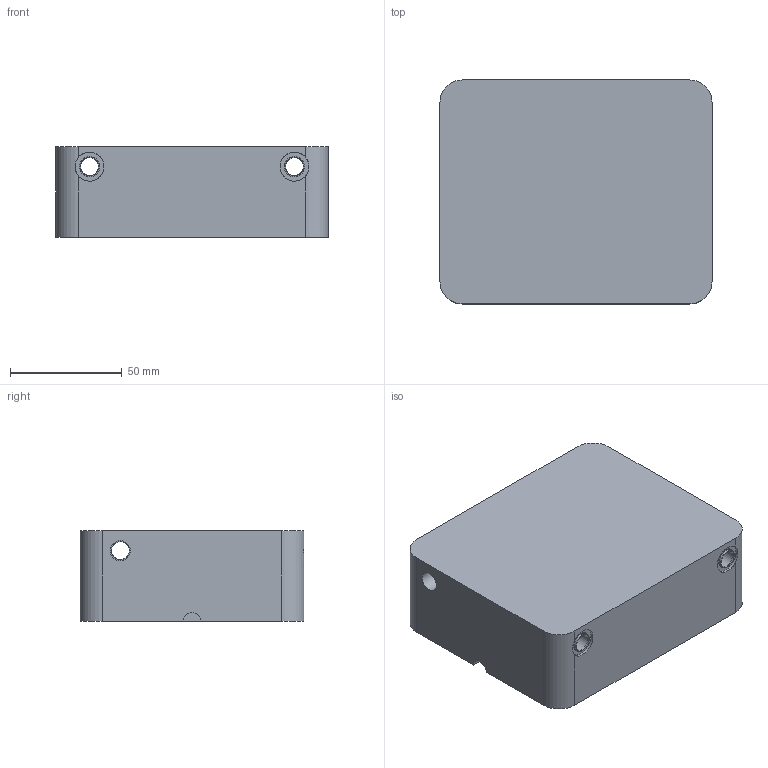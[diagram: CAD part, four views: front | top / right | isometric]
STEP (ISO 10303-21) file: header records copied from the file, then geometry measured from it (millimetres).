
FILE_DESCRIPTION(/* description */ (''),/* implementation_level */ '2;1');
FILE_NAME(/* name */ 'Spritzgusswerkzeug_teil_007_1_CV_1.stp',/* time_stamp */ '2017-07-08T09:44:10+02:00',/* author */ ('David'),/* organization */ (''),/* preprocessor_version */ 'ST-DEVELOPER v16.5',/* originating_system */ 'Autodesk Inventor 2017',/* authorisation */ '');
FILE_SCHEMA (('AUTOMOTIVE_DESIGN { 1 0 10303 214 3 1 1 }'));
Length unit declared in the file: millimetre
Products named in the file (1): Spritzgusswerkzeug_teil_007_1_CV_1
Bounding box: 121.46 x 99.98 x 40.6 mm (x, y, z)
Volume: 355726 mm3; surface area: 56020.1 mm2
Topology: 1 solids, 1 shells, 168 faces, 428 edges, 267 vertices
Faces by surface type: plane 72, cylinder 66, bspline 16, cone 10, torus 4
Full cylindrical faces by diameter (mm): 8 x7, 8.917 x4, 9 x2, 12.9 x2
Entity records: 5335 total; most frequent: CARTESIAN_POINT 1135, DIRECTION 874, ORIENTED_EDGE 810, EDGE_CURVE 405, AXIS2_PLACEMENT_3D 330, VERTEX_POINT 263, LINE 214, VECTOR 214
